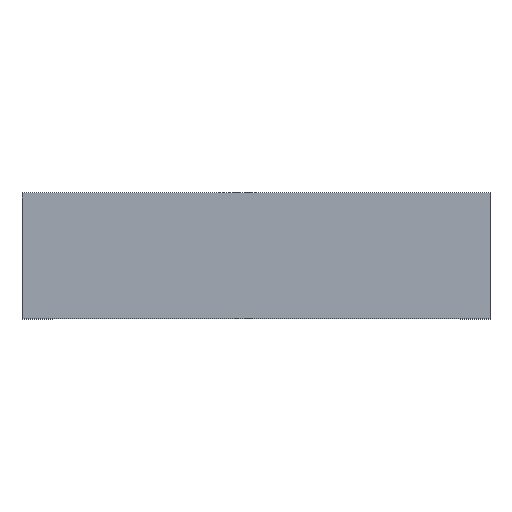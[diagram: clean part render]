
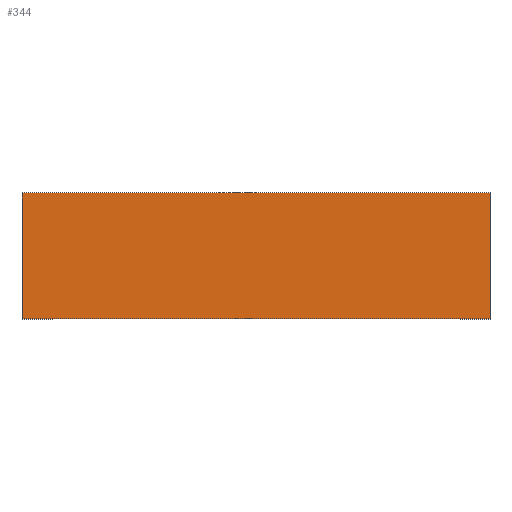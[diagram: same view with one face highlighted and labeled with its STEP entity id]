
A CAD part, top view. The second image highlights one B-rep face of the part: STEP entity #344.
In plain terms, the highlighted planar face has unit normal (0, 0, 1).
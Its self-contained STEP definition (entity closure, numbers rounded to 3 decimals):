
#24 = VERTEX_POINT('',#25);
#25 = CARTESIAN_POINT('',(-39.,10.5,2.));
#31 = EDGE_CURVE('',#24,#32,#34,.T.);
#32 = VERTEX_POINT('',#33);
#33 = CARTESIAN_POINT('',(39.,10.5,2.));
#34 = LINE('',#35,#36);
#35 = CARTESIAN_POINT('',(-39.,10.5,2.));
#36 = VECTOR('',#37,1.);
#37 = DIRECTION('',(1.,0.,0.));
#80 = VERTEX_POINT('',#81);
#81 = CARTESIAN_POINT('',(-39.,-10.5,2.));
#87 = EDGE_CURVE('',#80,#24,#88,.T.);
#88 = LINE('',#89,#90);
#89 = CARTESIAN_POINT('',(-39.,-10.5,2.));
#90 = VECTOR('',#91,1.);
#91 = DIRECTION('',(0.,1.,0.));
#117 = EDGE_CURVE('',#32,#118,#120,.T.);
#118 = VERTEX_POINT('',#119);
#119 = CARTESIAN_POINT('',(39.,-10.5,2.));
#120 = LINE('',#121,#122);
#121 = CARTESIAN_POINT('',(39.,10.5,2.));
#122 = VECTOR('',#123,1.);
#123 = DIRECTION('',(0.,-1.,0.));
#344 = ADVANCED_FACE('',(#345),#356,.T.);
#345 = FACE_BOUND('',#346,.F.);
#346 = EDGE_LOOP('',(#347,#348,#349,#355));
#347 = ORIENTED_EDGE('',*,*,#31,.T.);
#348 = ORIENTED_EDGE('',*,*,#117,.T.);
#349 = ORIENTED_EDGE('',*,*,#350,.T.);
#350 = EDGE_CURVE('',#118,#80,#351,.T.);
#351 = LINE('',#352,#353);
#352 = CARTESIAN_POINT('',(39.,-10.5,2.));
#353 = VECTOR('',#354,1.);
#354 = DIRECTION('',(-1.,0.,0.));
#355 = ORIENTED_EDGE('',*,*,#87,.T.);
#356 = PLANE('',#357);
#357 = AXIS2_PLACEMENT_3D('',#358,#359,#360);
#358 = CARTESIAN_POINT('',(0.,0.,2.));
#359 = DIRECTION('',(0.,0.,1.));
#360 = DIRECTION('',(1.,0.,0.));
